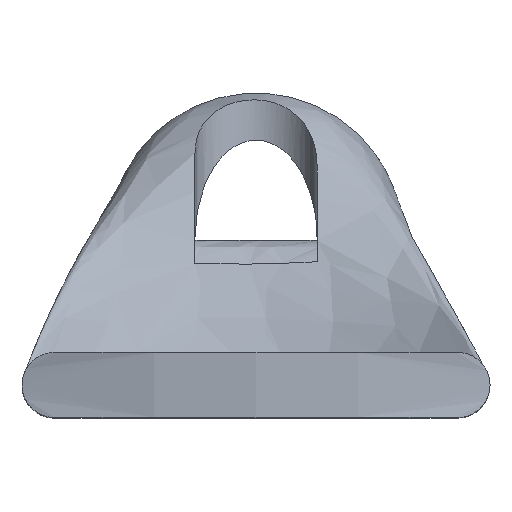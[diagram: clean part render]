
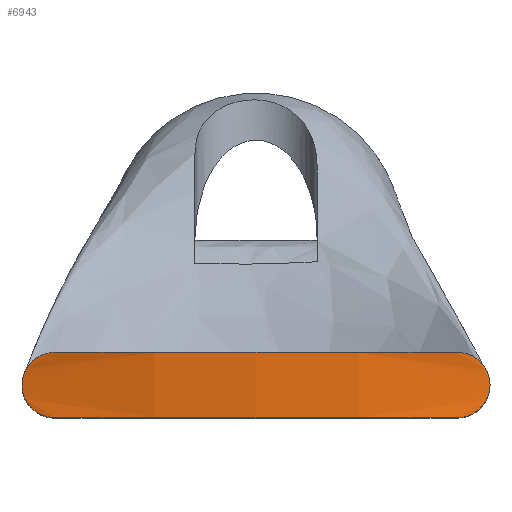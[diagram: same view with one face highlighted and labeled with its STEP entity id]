
A CAD part, top view. The second image highlights one B-rep face of the part: STEP entity #6943.
In plain terms, the highlighted cylindrical face has radius 40 mm (diameter 80 mm), a partial arc.
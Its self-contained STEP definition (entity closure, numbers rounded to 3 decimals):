
#4477=CARTESIAN_POINT('',(-9.9,-5.55,53.256));
#4478=VERTEX_POINT('',#4477);
#4487=CARTESIAN_POINT('',(9.9,-5.55,53.256));
#4488=VERTEX_POINT('',#4487);
#4489=CARTESIAN_POINT('',(0.,-5.55,14.5));
#4490=DIRECTION('',(0.,1.,0.));
#4491=DIRECTION('',(0.288,0.,-0.958));
#4492=AXIS2_PLACEMENT_3D('',#4489,#4490,#4491);
#4493=CIRCLE('',#4492,40.0);
#4494=EDGE_CURVE('',#4478,#4488,#4493,.T.);
#6821=CARTESIAN_POINT('',(9.9,-8.75,53.256));
#6822=VERTEX_POINT('',#6821);
#6829=CARTESIAN_POINT('',(-9.9,-8.75,53.256));
#6830=VERTEX_POINT('',#6829);
#6831=CARTESIAN_POINT('',(0.,-8.75,14.5));
#6832=DIRECTION('',(0.,-1.,0.));
#6833=DIRECTION('',(0.288,0.,-0.958));
#6834=AXIS2_PLACEMENT_3D('',#6831,#6832,#6833);
#6835=CIRCLE('',#6834,40.0);
#6836=EDGE_CURVE('',#6822,#6830,#6835,.T.);
#6856=CARTESIAN_POINT('',(-11.5,-7.15,52.811));
#6857=VERTEX_POINT('',#6856);
#6858=CARTESIAN_POINT('',(-11.5,-7.15,52.811));
#6859=CARTESIAN_POINT('',(-11.5,-6.949,52.811));
#6860=CARTESIAN_POINT('',(-11.46,-6.736,52.823));
#6861=CARTESIAN_POINT('',(-11.299,-6.345,52.871));
#6862=CARTESIAN_POINT('',(-11.178,-6.167,52.907));
#6863=CARTESIAN_POINT('',(-10.896,-5.881,52.988));
#6864=CARTESIAN_POINT('',(-10.715,-5.756,53.039));
#6865=CARTESIAN_POINT('',(-10.318,-5.591,53.147));
#6866=CARTESIAN_POINT('',(-10.102,-5.55,53.204));
#6867=CARTESIAN_POINT('',(-9.9,-5.55,53.256));
#6868=B_SPLINE_CURVE_WITH_KNOTS('',3,(#6858,#6859,#6860,#6861,#6862,#6863,#6864,#6865,#6866,#6867),.UNSPECIFIED.,.F.,.U.,(4,2,2,2,4),(0.98,1.04,1.1,1.163,1.226),.UNSPECIFIED.);
#6869=EDGE_CURVE('',#6857,#4478,#6868,.T.);
#6876=CARTESIAN_POINT('',(-9.9,-8.75,53.256));
#6877=CARTESIAN_POINT('',(-10.102,-8.75,53.204));
#6878=CARTESIAN_POINT('',(-10.318,-8.709,53.147));
#6879=CARTESIAN_POINT('',(-10.715,-8.544,53.039));
#6880=CARTESIAN_POINT('',(-10.896,-8.419,52.988));
#6881=CARTESIAN_POINT('',(-11.178,-8.133,52.907));
#6882=CARTESIAN_POINT('',(-11.299,-7.955,52.871));
#6883=CARTESIAN_POINT('',(-11.46,-7.564,52.823));
#6884=CARTESIAN_POINT('',(-11.5,-7.351,52.811));
#6885=CARTESIAN_POINT('',(-11.5,-7.15,52.811));
#6886=B_SPLINE_CURVE_WITH_KNOTS('',3,(#6876,#6877,#6878,#6879,#6880,#6881,#6882,#6883,#6884,#6885),.UNSPECIFIED.,.F.,.U.,(4,2,2,2,4),(0.734,0.797,0.86,0.92,0.98),.UNSPECIFIED.);
#6887=EDGE_CURVE('',#6830,#6857,#6886,.T.);
#6904=CARTESIAN_POINT('',(0.,-5.55,14.5));
#6905=DIRECTION('',(0.,-1.0,0.0));
#6906=DIRECTION('',(0.288,0.,-0.958));
#6907=AXIS2_PLACEMENT_3D('',#6904,#6905,#6906);
#6908=CYLINDRICAL_SURFACE('',#6907,40.);
#6909=CARTESIAN_POINT('',(11.5,-7.15,52.811));
#6910=VERTEX_POINT('',#6909);
#6911=CARTESIAN_POINT('',(11.5,-7.15,52.811));
#6912=CARTESIAN_POINT('',(11.5,-7.351,52.811));
#6913=CARTESIAN_POINT('',(11.46,-7.564,52.823));
#6914=CARTESIAN_POINT('',(11.299,-7.955,52.871));
#6915=CARTESIAN_POINT('',(11.178,-8.133,52.907));
#6916=CARTESIAN_POINT('',(10.896,-8.419,52.988));
#6917=CARTESIAN_POINT('',(10.715,-8.544,53.039));
#6918=CARTESIAN_POINT('',(10.318,-8.709,53.147));
#6919=CARTESIAN_POINT('',(10.102,-8.75,53.204));
#6920=CARTESIAN_POINT('',(9.9,-8.75,53.256));
#6921=B_SPLINE_CURVE_WITH_KNOTS('',3,(#6911,#6912,#6913,#6914,#6915,#6916,#6917,#6918,#6919,#6920),.UNSPECIFIED.,.F.,.U.,(4,2,2,2,4),(0.49,0.55,0.61,0.673,0.736),.UNSPECIFIED.);
#6922=EDGE_CURVE('',#6910,#6822,#6921,.T.);
#6923=ORIENTED_EDGE('',*,*,#6922,.F.);
#6924=CARTESIAN_POINT('',(9.9,-5.55,53.256));
#6925=CARTESIAN_POINT('',(10.102,-5.55,53.204));
#6926=CARTESIAN_POINT('',(10.318,-5.591,53.147));
#6927=CARTESIAN_POINT('',(10.715,-5.756,53.039));
#6928=CARTESIAN_POINT('',(10.896,-5.881,52.988));
#6929=CARTESIAN_POINT('',(11.178,-6.167,52.907));
#6930=CARTESIAN_POINT('',(11.299,-6.345,52.871));
#6931=CARTESIAN_POINT('',(11.46,-6.736,52.823));
#6932=CARTESIAN_POINT('',(11.5,-6.949,52.811));
#6933=CARTESIAN_POINT('',(11.5,-7.15,52.811));
#6934=B_SPLINE_CURVE_WITH_KNOTS('',3,(#6924,#6925,#6926,#6927,#6928,#6929,#6930,#6931,#6932,#6933),.UNSPECIFIED.,.F.,.U.,(4,2,2,2,4),(0.244,0.307,0.37,0.43,0.49),.UNSPECIFIED.);
#6935=EDGE_CURVE('',#4488,#6910,#6934,.T.);
#6936=ORIENTED_EDGE('',*,*,#6935,.F.);
#6937=ORIENTED_EDGE('',*,*,#4494,.F.);
#6938=ORIENTED_EDGE('',*,*,#6869,.F.);
#6939=ORIENTED_EDGE('',*,*,#6887,.F.);
#6940=ORIENTED_EDGE('',*,*,#6836,.F.);
#6941=EDGE_LOOP('',(#6923,#6936,#6937,#6938,#6939,#6940));
#6942=FACE_OUTER_BOUND('',#6941,.T.);
#6943=ADVANCED_FACE('',(#6942),#6908,.T.);
